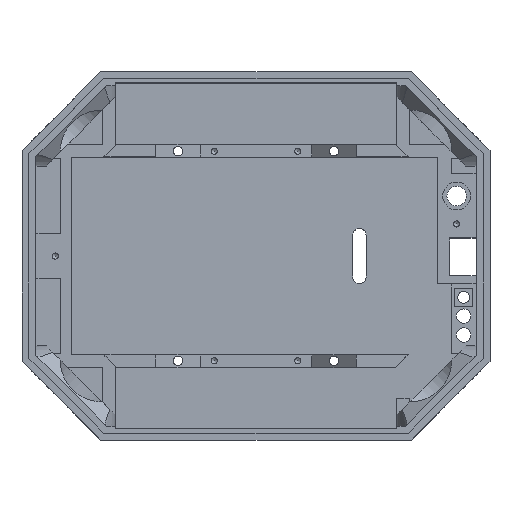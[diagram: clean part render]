
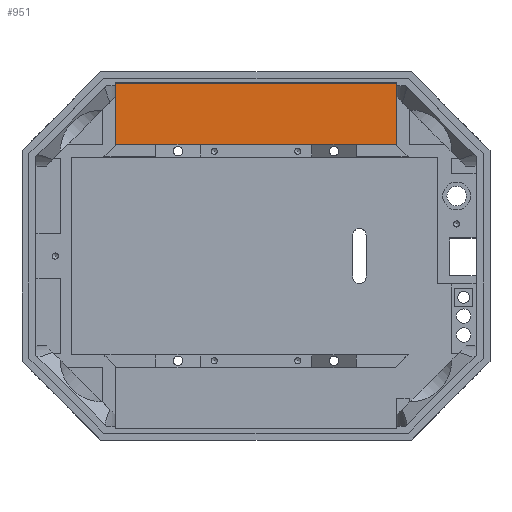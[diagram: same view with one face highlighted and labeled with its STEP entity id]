
A CAD part, top view. The second image highlights one B-rep face of the part: STEP entity #951.
In plain terms, the highlighted planar face has unit normal (0, 0, 1).
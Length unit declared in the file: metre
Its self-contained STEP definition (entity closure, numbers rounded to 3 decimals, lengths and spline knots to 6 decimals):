
#951 = ADVANCED_FACE( '', ( #2071 ), #2072, .T. );
#2071 = FACE_OUTER_BOUND( '', #3546, .T. );
#2072 = PLANE( '', #3547 );
#3546 = EDGE_LOOP( '', ( #6389, #6390, #6391, #6392 ) );
#3547 = AXIS2_PLACEMENT_3D( '', #6393, #6394, #6395 );
#6389 = ORIENTED_EDGE( '', *, *, #7376, .F. );
#6390 = ORIENTED_EDGE( '', *, *, #7954, .F. );
#6391 = ORIENTED_EDGE( '', *, *, #7429, .T. );
#6392 = ORIENTED_EDGE( '', *, *, #7182, .F. );
#6393 = CARTESIAN_POINT( '', ( 0., 0., 0. ) );
#6394 = DIRECTION( '', ( 0., 0., 1. ) );
#6395 = DIRECTION( '', ( 1., 0., 0. ) );
#7182 = EDGE_CURVE( '', #8700, #8702, #8703, .T. );
#7376 = EDGE_CURVE( '', #9012, #8700, #9014, .T. );
#7429 = EDGE_CURVE( '', #9089, #8702, #9090, .T. );
#7954 = EDGE_CURVE( '', #9089, #9012, #9788, .T. );
#8700 = VERTEX_POINT( '', #10899 );
#8702 = VERTEX_POINT( '', #10902 );
#8703 = LINE( '', #10903, #10904 );
#9012 = VERTEX_POINT( '', #11400 );
#9014 = LINE( '', #11403, #11404 );
#9089 = VERTEX_POINT( '', #11523 );
#9090 = LINE( '', #11524, #11525 );
#9788 = LINE( '', #12664, #12665 );
#10899 = CARTESIAN_POINT( '', ( -0.0505, 0.0621, 0. ) );
#10902 = CARTESIAN_POINT( '', ( 0.0505, 0.0621, 0. ) );
#10903 = CARTESIAN_POINT( '', ( 0., 0.0621, 0. ) );
#10904 = VECTOR( '', #13203, 1. );
#11400 = CARTESIAN_POINT( '', ( -0.0505, 0.0401, 0. ) );
#11403 = CARTESIAN_POINT( '', ( -0.0505, 0.0511, 0. ) );
#11404 = VECTOR( '', #13412, 1. );
#11523 = CARTESIAN_POINT( '', ( 0.0505, 0.0401, 0. ) );
#11524 = CARTESIAN_POINT( '', ( 0.0505, 0.0511, 0. ) );
#11525 = VECTOR( '', #13457, 1. );
#12664 = CARTESIAN_POINT( '', ( -0.043, 0.0401, 0. ) );
#12665 = VECTOR( '', #13899, 1. );
#13203 = DIRECTION( '', ( 1., 0., 0. ) );
#13412 = DIRECTION( '', ( 0., 1., 0. ) );
#13457 = DIRECTION( '', ( 0., 1., 0. ) );
#13899 = DIRECTION( '', ( -1., 0., 0. ) );
